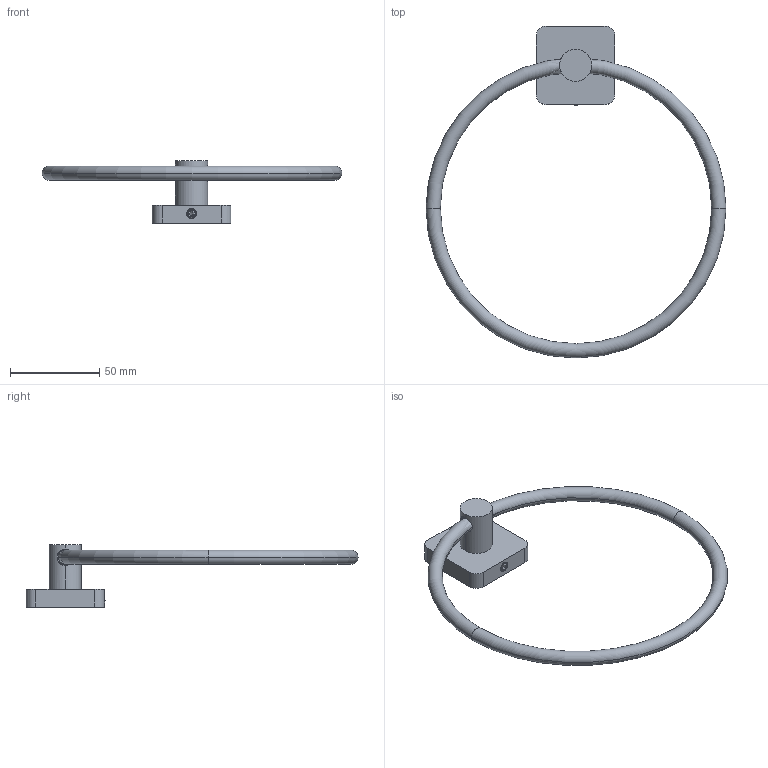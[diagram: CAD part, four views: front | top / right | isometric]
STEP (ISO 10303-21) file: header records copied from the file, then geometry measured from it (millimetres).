
FILE_DESCRIPTION (( 'STEP AP203' ), '1' );
FILE_NAME ('24838A-00-00.STEP', '2023-03-28T13:38:46', ( 'Windows User' ), ( 'P R C' ), 'SwSTEP 2.0', 'SolidWorks 2015', '' );
FILE_SCHEMA (( 'CONFIG_CONTROL_DESIGN' ));
Length unit declared in the file: millimetre
Products named in the file (1): 24838A-00-00
Bounding box: 168 x 186 x 35 mm (x, y, z)
Surface area: 23155.5 mm2 (no closed solid volume)
Topology: 0 solids, 11 shells, 123 faces, 364 edges, 249 vertices
Faces by surface type: plane 64, cylinder 39, torus 10, cone 6, bspline 4
Entity records: 4610 total; most frequent: CARTESIAN_POINT 1325, DIRECTION 654, ORIENTED_EDGE 623, EDGE_CURVE 362, VERTEX_POINT 249, AXIS2_PLACEMENT_3D 220, VECTOR 214, LINE 214
